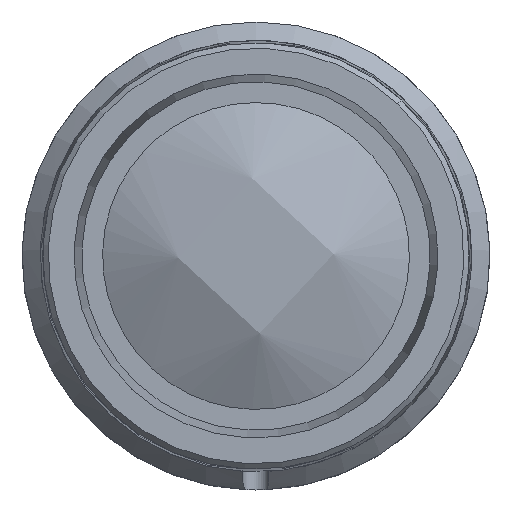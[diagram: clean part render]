
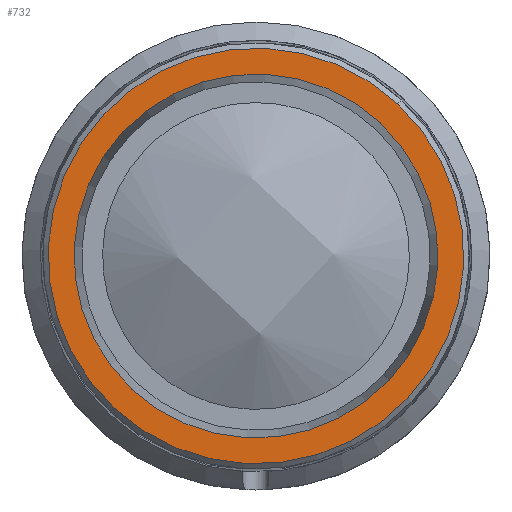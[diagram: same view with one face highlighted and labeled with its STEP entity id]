
A CAD part, left-side view. The second image highlights one B-rep face of the part: STEP entity #732.
In plain terms, the highlighted planar face has unit normal (-1, 0, 0).
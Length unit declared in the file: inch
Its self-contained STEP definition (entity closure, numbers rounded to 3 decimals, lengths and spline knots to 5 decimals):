
#22 = EDGE_CURVE ( 'NONE', #1068, #265, #786, .T. ) ;
#107 = VERTEX_POINT ( 'NONE', #1220 ) ;
#108 = DIRECTION ( 'NONE',  ( -1., 0., 0. ) ) ;
#116 = CARTESIAN_POINT ( 'NONE',  ( -0.14567, 0., 0. ) ) ;
#128 = CARTESIAN_POINT ( 'NONE',  ( -0.14567, 0.20166, 0.18784 ) ) ;
#144 = DIRECTION ( 'NONE',  ( 1., 0., 0. ) ) ;
#159 = CIRCLE ( 'NONE', #955, 0.27559 ) ;
#245 = DIRECTION ( 'NONE',  ( 0., -0.682, 0.732 ) ) ;
#252 = CARTESIAN_POINT ( 'NONE',  ( -0.14567, 0., 0. ) ) ;
#265 = VERTEX_POINT ( 'NONE', #128 ) ;
#311 = DIRECTION ( 'NONE',  ( 0., -0.732, -0.682 ) ) ;
#315 = DIRECTION ( 'NONE',  ( 1., 0., 0. ) ) ;
#334 = EDGE_CURVE ( 'NONE', #514, #107, #1070, .T. ) ;
#347 = AXIS2_PLACEMENT_3D ( 'NONE', #835, #315, #1182 ) ;
#368 = AXIS2_PLACEMENT_3D ( 'NONE', #756, #144, #971 ) ;
#377 = CARTESIAN_POINT ( 'NONE',  ( -0.14567, 0., 0. ) ) ;
#430 = PLANE ( 'NONE',  #347 ) ;
#443 = FACE_OUTER_BOUND ( 'NONE', #653, .T. ) ;
#514 = VERTEX_POINT ( 'NONE', #624 ) ;
#539 = ORIENTED_EDGE ( 'NONE', *, *, #334, .F. ) ;
#546 = CIRCLE ( 'NONE', #669, 0.31474 ) ;
#624 = CARTESIAN_POINT ( 'NONE',  ( -0.14567, 0.21452, -0.2303 ) ) ;
#653 = EDGE_LOOP ( 'NONE', ( #816, #539 ) ) ;
#669 = AXIS2_PLACEMENT_3D ( 'NONE', #252, #760, #245 ) ;
#693 = DIRECTION ( 'NONE',  ( 0., -0.732, -0.682 ) ) ;
#721 = ORIENTED_EDGE ( 'NONE', *, *, #753, .F. ) ;
#732 = ADVANCED_FACE ( 'NONE', ( #851, #443 ), #430, .F. ) ;
#753 = EDGE_CURVE ( 'NONE', #265, #1068, #159, .T. ) ;
#756 = CARTESIAN_POINT ( 'NONE',  ( -0.14567, 0., 0. ) ) ;
#760 = DIRECTION ( 'NONE',  ( 1., 0., 0. ) ) ;
#786 = CIRCLE ( 'NONE', #829, 0.27559 ) ;
#816 = ORIENTED_EDGE ( 'NONE', *, *, #1014, .F. ) ;
#829 = AXIS2_PLACEMENT_3D ( 'NONE', #377, #1339, #693 ) ;
#835 = CARTESIAN_POINT ( 'NONE',  ( -0.14567, 0.20166, 0.18784 ) ) ;
#845 = EDGE_LOOP ( 'NONE', ( #1113, #721 ) ) ;
#851 = FACE_BOUND ( 'NONE', #845, .T. ) ;
#955 = AXIS2_PLACEMENT_3D ( 'NONE', #116, #108, #311 ) ;
#971 = DIRECTION ( 'NONE',  ( 0., -0.682, 0.732 ) ) ;
#1014 = EDGE_CURVE ( 'NONE', #107, #514, #546, .T. ) ;
#1068 = VERTEX_POINT ( 'NONE', #1325 ) ;
#1070 = CIRCLE ( 'NONE', #368, 0.31474 ) ;
#1113 = ORIENTED_EDGE ( 'NONE', *, *, #22, .F. ) ;
#1182 = DIRECTION ( 'NONE',  ( 0., 0.732, 0.682 ) ) ;
#1220 = CARTESIAN_POINT ( 'NONE',  ( -0.14567, -0.21452, 0.2303 ) ) ;
#1325 = CARTESIAN_POINT ( 'NONE',  ( -0.14567, -0.20166, -0.18784 ) ) ;
#1339 = DIRECTION ( 'NONE',  ( -1., 0., 0. ) ) ;
